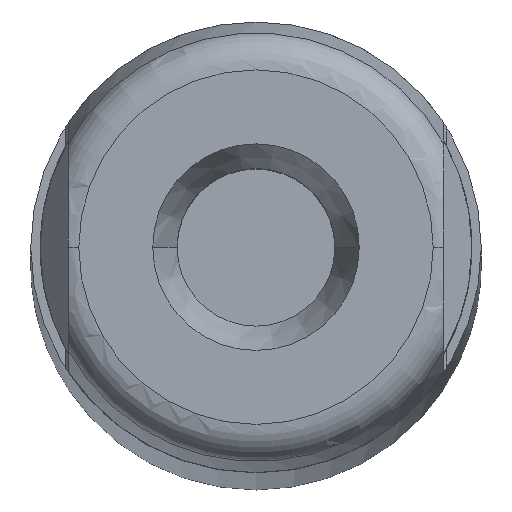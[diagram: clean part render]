
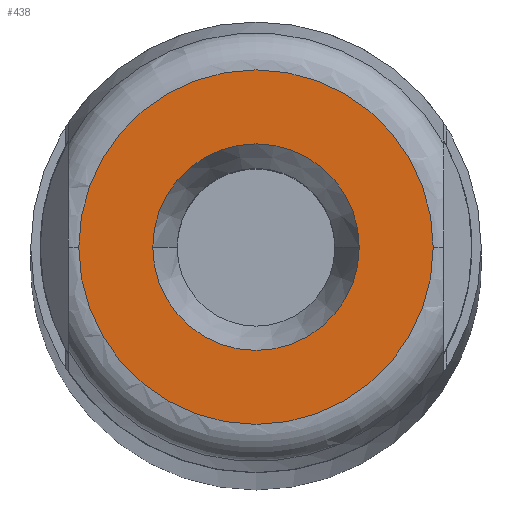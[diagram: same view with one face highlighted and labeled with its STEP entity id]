
A CAD part, top view. The second image highlights one B-rep face of the part: STEP entity #438.
In plain terms, the highlighted planar face has unit normal (0, 0, 1).
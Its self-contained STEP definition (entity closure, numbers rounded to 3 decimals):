
#16 = VERTEX_POINT ( 'NONE', #517 ) ;
#18 = EDGE_CURVE ( 'NONE', #19, #16, #504, .T. ) ;
#19 = VERTEX_POINT ( 'NONE', #563 ) ;
#47 = EDGE_CURVE ( 'NONE', #147, #145, #787, .T. ) ;
#145 = VERTEX_POINT ( 'NONE', #974 ) ;
#147 = VERTEX_POINT ( 'NONE', #973 ) ;
#206 = ORIENTED_EDGE ( 'NONE', *, *, #240, .F. ) ;
#207 = ORIENTED_EDGE ( 'NONE', *, *, #437, .T. ) ;
#229 = ORIENTED_EDGE ( 'NONE', *, *, #47, .F. ) ;
#240 = EDGE_CURVE ( 'NONE', #145, #147, #1115, .T. ) ;
#373 = EDGE_LOOP ( 'NONE', ( #206, #229 ) ) ;
#380 = EDGE_LOOP ( 'NONE', ( #436, #207 ) ) ;
#436 = ORIENTED_EDGE ( 'NONE', *, *, #18, .T. ) ;
#437 = EDGE_CURVE ( 'NONE', #16, #19, #1415, .T. ) ;
#438 = ADVANCED_FACE ( 'NONE', ( #1411, #1410 ), #1409, .F. ) ;
#502 = CARTESIAN_POINT ( 'NONE',  ( 0., 0., 0. ) ) ;
#503 = AXIS2_PLACEMENT_3D ( 'NONE', #502, #565, #564 ) ;
#504 = CIRCLE ( 'NONE', #503, 4.72 ) ;
#517 = CARTESIAN_POINT ( 'NONE',  ( -4.72, 0., 0. ) ) ;
#563 = CARTESIAN_POINT ( 'NONE',  ( 4.72, 0., 0. ) ) ;
#564 = DIRECTION ( 'NONE',  ( 1., 0., 0. ) ) ;
#565 = DIRECTION ( 'NONE',  ( 0., 0., 1. ) ) ;
#705 = DIRECTION ( 'NONE',  ( 1., 0., 0. ) ) ;
#706 = DIRECTION ( 'NONE',  ( 0., 0., 1. ) ) ;
#707 = CARTESIAN_POINT ( 'NONE',  ( 0., 0., 0. ) ) ;
#786 = AXIS2_PLACEMENT_3D ( 'NONE', #707, #706, #705 ) ;
#787 = CIRCLE ( 'NONE', #786, 2.75 ) ;
#973 = CARTESIAN_POINT ( 'NONE',  ( -2.75, 0., 0. ) ) ;
#974 = CARTESIAN_POINT ( 'NONE',  ( 2.75, 0., 0. ) ) ;
#1115 = CIRCLE ( 'NONE', #1158, 2.75 ) ;
#1117 = CARTESIAN_POINT ( 'NONE',  ( 0., 0., 0. ) ) ;
#1156 = DIRECTION ( 'NONE',  ( 1., 0., 0. ) ) ;
#1157 = DIRECTION ( 'NONE',  ( 0., 0., 1. ) ) ;
#1158 = AXIS2_PLACEMENT_3D ( 'NONE', #1117, #1157, #1156 ) ;
#1330 = DIRECTION ( 'NONE',  ( -1., 0., 0. ) ) ;
#1406 = DIRECTION ( 'NONE',  ( 0., 0., -1. ) ) ;
#1407 = CARTESIAN_POINT ( 'NONE',  ( 0., 0., 0. ) ) ;
#1408 = AXIS2_PLACEMENT_3D ( 'NONE', #1407, #1406, #1330 ) ;
#1409 = PLANE ( 'NONE',  #1408 ) ;
#1410 = FACE_OUTER_BOUND ( 'NONE', #380, .T. ) ;
#1411 = FACE_BOUND ( 'NONE', #373, .T. ) ;
#1412 = DIRECTION ( 'NONE',  ( 1., 0., 0. ) ) ;
#1413 = DIRECTION ( 'NONE',  ( 0., 0., 1. ) ) ;
#1414 = AXIS2_PLACEMENT_3D ( 'NONE', #1419, #1413, #1412 ) ;
#1415 = CIRCLE ( 'NONE', #1414, 4.72 ) ;
#1419 = CARTESIAN_POINT ( 'NONE',  ( 0., 0., 0. ) ) ;
